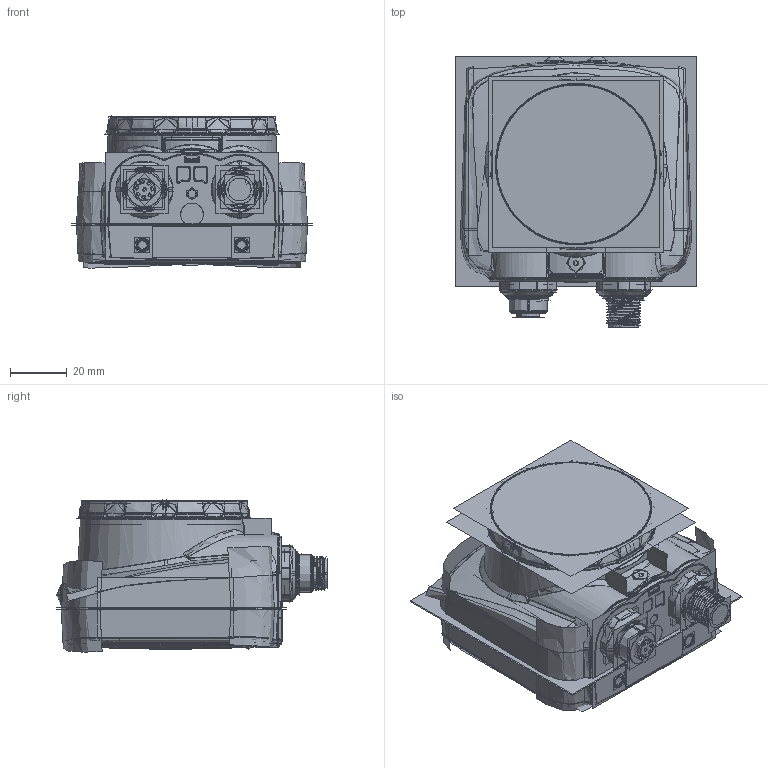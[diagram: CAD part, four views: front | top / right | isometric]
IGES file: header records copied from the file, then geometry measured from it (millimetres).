
Start section:  PTC IGES file: 148915_sm01.igs
Global section: file name: 148915_sm01.igs; native system: Creo Parametric by PTC Inc.; preprocessor: 2022414; author: banengservice; organization: Unknown; date: 20250728.164502; units: millimetre
Bounding box: 84.47 x 95.43 x 53.45 mm (x, y, z)
Volume: 232752.7 mm3; surface area: 191843.4 mm2
Topology: 1 solids, 1 shells, 2910 faces, 14443 edges, 18036 vertices
Faces by surface type: revolution 1484, bspline 1426
